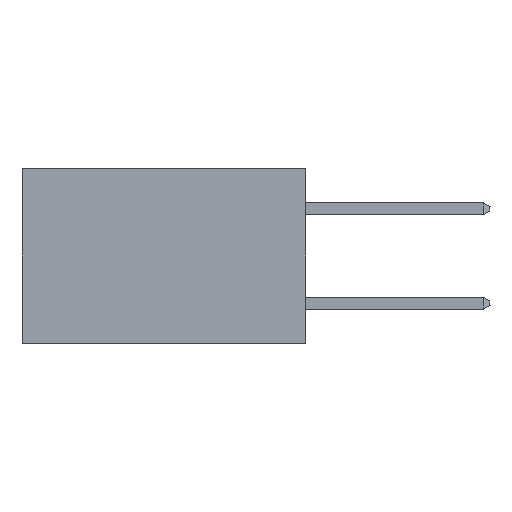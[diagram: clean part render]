
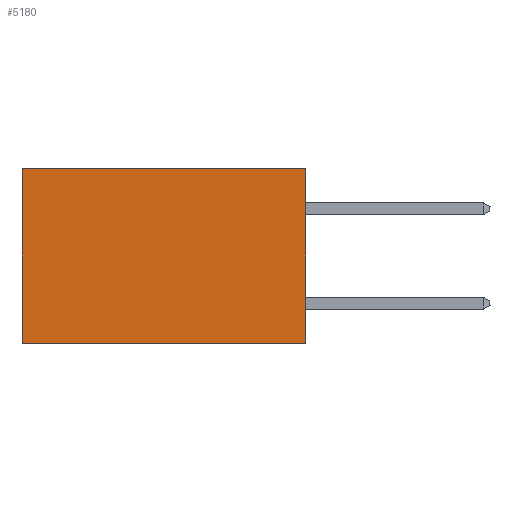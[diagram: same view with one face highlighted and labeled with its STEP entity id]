
A CAD part, left-side view. The second image highlights one B-rep face of the part: STEP entity #5180.
In plain terms, the highlighted planar face has unit normal (-1, 0, 0).
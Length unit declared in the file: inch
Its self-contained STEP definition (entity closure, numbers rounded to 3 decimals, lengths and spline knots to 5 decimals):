
#252 = LINE ( 'NONE', #26573, #1307 ) ;
#1116 = VECTOR ( 'NONE', #23636, 39.37008 ) ;
#1204 = DIRECTION ( 'NONE',  ( 0., 0., -1. ) ) ;
#1307 = VECTOR ( 'NONE', #3824, 39.37008 ) ;
#1817 = LINE ( 'NONE', #23216, #1116 ) ;
#3296 = DIRECTION ( 'NONE',  ( 0., 0., -1. ) ) ;
#3824 = DIRECTION ( 'NONE',  ( 0., 1., 0. ) ) ;
#5180 = ADVANCED_FACE ( 'NONE', ( #24723 ), #26332, .F. ) ;
#5612 = CARTESIAN_POINT ( 'NONE',  ( 0.298, 0., 0. ) ) ;
#5732 = EDGE_CURVE ( 'NONE', #28747, #8833, #252, .T. ) ;
#5814 = VERTEX_POINT ( 'NONE', #5940 ) ;
#5940 = CARTESIAN_POINT ( 'NONE',  ( 0.298, 0.6, 0. ) ) ;
#8164 = DIRECTION ( 'NONE',  ( 0., 1., 0. ) ) ;
#8303 = VECTOR ( 'NONE', #8164, 39.37008 ) ;
#8833 = VERTEX_POINT ( 'NONE', #14395 ) ;
#10559 = CARTESIAN_POINT ( 'NONE',  ( 0.298, 0., 0. ) ) ;
#12606 = EDGE_CURVE ( 'NONE', #28750, #28747, #15167, .T. ) ;
#12745 = CARTESIAN_POINT ( 'NONE',  ( 0.298, 0., 0. ) ) ;
#13449 = ORIENTED_EDGE ( 'NONE', *, *, #12606, .F. ) ;
#13792 = CARTESIAN_POINT ( 'NONE',  ( 0.298, 0., -0.37 ) ) ;
#13897 = CARTESIAN_POINT ( 'NONE',  ( 0.298, 0., 0. ) ) ;
#14395 = CARTESIAN_POINT ( 'NONE',  ( 0.298, 0.6, -0.37 ) ) ;
#14785 = VECTOR ( 'NONE', #1204, 39.37008 ) ;
#15167 = LINE ( 'NONE', #5612, #14785 ) ;
#15495 = LINE ( 'NONE', #10559, #8303 ) ;
#19916 = ORIENTED_EDGE ( 'NONE', *, *, #5732, .F. ) ;
#20260 = AXIS2_PLACEMENT_3D ( 'NONE', #12745, #24317, #3296 ) ;
#23216 = CARTESIAN_POINT ( 'NONE',  ( 0.298, 0.6, 0. ) ) ;
#23636 = DIRECTION ( 'NONE',  ( 0., 0., -1. ) ) ;
#23760 = ORIENTED_EDGE ( 'NONE', *, *, #25733, .T. ) ;
#24317 = DIRECTION ( 'NONE',  ( 1., 0., 0. ) ) ;
#24723 = FACE_OUTER_BOUND ( 'NONE', #29321, .T. ) ;
#25344 = EDGE_CURVE ( 'NONE', #5814, #8833, #1817, .T. ) ;
#25733 = EDGE_CURVE ( 'NONE', #28750, #5814, #15495, .T. ) ;
#26332 = PLANE ( 'NONE',  #20260 ) ;
#26573 = CARTESIAN_POINT ( 'NONE',  ( 0.298, 0., -0.37 ) ) ;
#28040 = ORIENTED_EDGE ( 'NONE', *, *, #25344, .T. ) ;
#28747 = VERTEX_POINT ( 'NONE', #13792 ) ;
#28750 = VERTEX_POINT ( 'NONE', #13897 ) ;
#29321 = EDGE_LOOP ( 'NONE', ( #28040, #19916, #13449, #23760 ) ) ;
